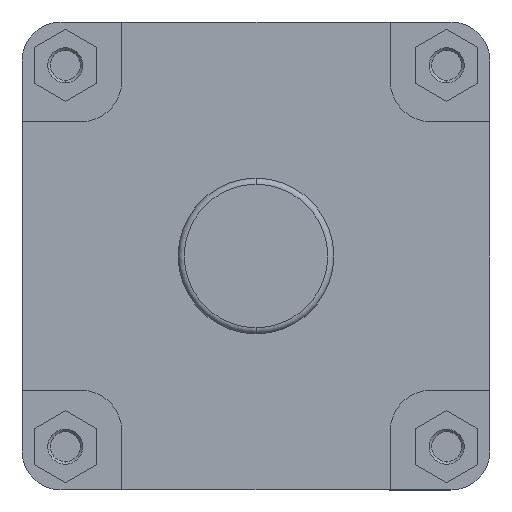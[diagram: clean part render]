
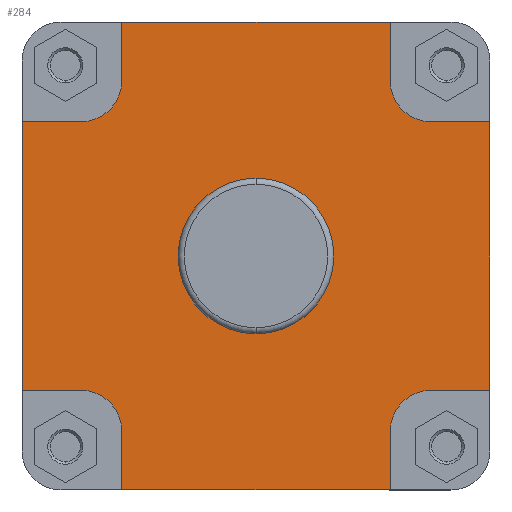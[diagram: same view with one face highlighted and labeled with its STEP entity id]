
A CAD part, left-side view. The second image highlights one B-rep face of the part: STEP entity #284.
In plain terms, the highlighted planar face has unit normal (-1, 0, 0).
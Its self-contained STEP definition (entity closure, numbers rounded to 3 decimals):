
#284 = ADVANCED_FACE ( 'NONE', ( #1010, #1008 ), #3322, .F. ) ;
#550 = ORIENTED_EDGE ( 'NONE', *, *, #2236, .F. ) ;
#556 = ORIENTED_EDGE ( 'NONE', *, *, #2220, .T. ) ;
#566 = ORIENTED_EDGE ( 'NONE', *, *, #2184, .F. ) ;
#571 = ORIENTED_EDGE ( 'NONE', *, *, #2279, .F. ) ;
#575 = ORIENTED_EDGE ( 'NONE', *, *, #2171, .F. ) ;
#576 = ORIENTED_EDGE ( 'NONE', *, *, #2218, .F. ) ;
#577 = ORIENTED_EDGE ( 'NONE', *, *, #2219, .F. ) ;
#579 = ORIENTED_EDGE ( 'NONE', *, *, #2359, .F. ) ;
#580 = ORIENTED_EDGE ( 'NONE', *, *, #2681, .F. ) ;
#581 = ORIENTED_EDGE ( 'NONE', *, *, #2697, .F. ) ;
#582 = ORIENTED_EDGE ( 'NONE', *, *, #2693, .F. ) ;
#584 = ORIENTED_EDGE ( 'NONE', *, *, #2706, .F. ) ;
#585 = ORIENTED_EDGE ( 'NONE', *, *, #2501, .T. ) ;
#586 = ORIENTED_EDGE ( 'NONE', *, *, #2707, .F. ) ;
#587 = ORIENTED_EDGE ( 'NONE', *, *, #2705, .F. ) ;
#589 = ORIENTED_EDGE ( 'NONE', *, *, #2703, .F. ) ;
#592 = ORIENTED_EDGE ( 'NONE', *, *, #2217, .F. ) ;
#593 = ORIENTED_EDGE ( 'NONE', *, *, #2704, .F. ) ;
#1008 = FACE_OUTER_BOUND ( 'NONE', #7011, .T. ) ;
#1010 = FACE_BOUND ( 'NONE', #6989, .T. ) ;
#1128 = LINE ( 'NONE', #3879, #1133 ) ;
#1133 = VECTOR ( 'NONE', #3882, 1000. ) ;
#1152 = CIRCLE ( 'NONE', #4325, 44.9 ) ;
#1205 = VECTOR ( 'NONE', #3993, 1000. ) ;
#1209 = LINE ( 'NONE', #3987, #1210 ) ;
#1210 = VECTOR ( 'NONE', #3988, 1000. ) ;
#1212 = LINE ( 'NONE', #3992, #1215 ) ;
#1213 = LINE ( 'NONE', #3986, #1205 ) ;
#1214 = CIRCLE ( 'NONE', #4327, 23.5 ) ;
#1215 = VECTOR ( 'NONE', #3995, 1000. ) ;
#1244 = CIRCLE ( 'NONE', #4335, 44.9 ) ;
#1310 = CIRCLE ( 'NONE', #4349, 23.5 ) ;
#1683 = VERTEX_POINT ( 'NONE', #3538 ) ;
#1684 = VERTEX_POINT ( 'NONE', #3539 ) ;
#1703 = VERTEX_POINT ( 'NONE', #3558 ) ;
#1704 = VERTEX_POINT ( 'NONE', #3559 ) ;
#1711 = VERTEX_POINT ( 'NONE', #3566 ) ;
#1721 = VERTEX_POINT ( 'NONE', #3576 ) ;
#1725 = VERTEX_POINT ( 'NONE', #3580 ) ;
#1726 = VERTEX_POINT ( 'NONE', #3581 ) ;
#1731 = VERTEX_POINT ( 'NONE', #3586 ) ;
#1771 = VERTEX_POINT ( 'NONE', #3610 ) ;
#1880 = VERTEX_POINT ( 'NONE', #3654 ) ;
#1885 = VERTEX_POINT ( 'NONE', #3659 ) ;
#1888 = VERTEX_POINT ( 'NONE', #3662 ) ;
#1889 = VERTEX_POINT ( 'NONE', #3663 ) ;
#1890 = VERTEX_POINT ( 'NONE', #3664 ) ;
#1910 = VERTEX_POINT ( 'NONE', #3684 ) ;
#1911 = VERTEX_POINT ( 'NONE', #3685 ) ;
#1912 = VERTEX_POINT ( 'NONE', #3686 ) ;
#2171 = EDGE_CURVE ( 'NONE', #1711, #1726, #1128, .T. ) ;
#2184 = EDGE_CURVE ( 'NONE', #1771, #1731, #1152, .T. ) ;
#2217 = EDGE_CURVE ( 'NONE', #1704, #1888, #1209, .T. ) ;
#2218 = EDGE_CURVE ( 'NONE', #1885, #1704, #1214, .T. ) ;
#2219 = EDGE_CURVE ( 'NONE', #1880, #1885, #1213, .T. ) ;
#2220 = EDGE_CURVE ( 'NONE', #1890, #1888, #1212, .T. ) ;
#2236 = EDGE_CURVE ( 'NONE', #1731, #1771, #1244, .T. ) ;
#2279 = EDGE_CURVE ( 'NONE', #1726, #1725, #1310, .T. ) ;
#2359 = EDGE_CURVE ( 'NONE', #1725, #1721, #5251, .T. ) ;
#2501 = EDGE_CURVE ( 'NONE', #1880, #1721, #5477, .T. ) ;
#2681 = EDGE_CURVE ( 'NONE', #1890, #1684, #5775, .T. ) ;
#2693 = EDGE_CURVE ( 'NONE', #1683, #1703, #5802, .T. ) ;
#2697 = EDGE_CURVE ( 'NONE', #1684, #1683, #5813, .T. ) ;
#2703 = EDGE_CURVE ( 'NONE', #1912, #1889, #5821, .T. ) ;
#2704 = EDGE_CURVE ( 'NONE', #1889, #1711, #5823, .T. ) ;
#2705 = EDGE_CURVE ( 'NONE', #1910, #1912, #5825, .T. ) ;
#2706 = EDGE_CURVE ( 'NONE', #1703, #1911, #5810, .T. ) ;
#2707 = EDGE_CURVE ( 'NONE', #1911, #1910, #5826, .T. ) ;
#2939 = AXIS2_PLACEMENT_3D ( 'NONE', #3313, #3323, #3324 ) ;
#3313 = CARTESIAN_POINT ( 'NONE',  ( 67., 44.9, 0. ) ) ;
#3322 = PLANE ( 'NONE',  #2939 ) ;
#3323 = DIRECTION ( 'NONE',  ( 1., 0., 0. ) ) ;
#3324 = DIRECTION ( 'NONE',  ( 0., 0., -1. ) ) ;
#3538 = CARTESIAN_POINT ( 'NONE',  ( 67., 101., -77.5 ) ) ;
#3539 = CARTESIAN_POINT ( 'NONE',  ( 67., 77.5, -101. ) ) ;
#3558 = CARTESIAN_POINT ( 'NONE',  ( 67., 135., -77.5 ) ) ;
#3559 = CARTESIAN_POINT ( 'NONE',  ( 67., -77.5, -101. ) ) ;
#3566 = CARTESIAN_POINT ( 'NONE',  ( 67., -77.5, 135. ) ) ;
#3576 = CARTESIAN_POINT ( 'NONE',  ( 67., -135., 77.5 ) ) ;
#3580 = CARTESIAN_POINT ( 'NONE',  ( 67., -101., 77.5 ) ) ;
#3581 = CARTESIAN_POINT ( 'NONE',  ( 67., -77.5, 101. ) ) ;
#3586 = CARTESIAN_POINT ( 'NONE',  ( 67., 0., 44.9 ) ) ;
#3610 = CARTESIAN_POINT ( 'NONE',  ( 67., 0., -44.9 ) ) ;
#3654 = CARTESIAN_POINT ( 'NONE',  ( 67., -135., -77.5 ) ) ;
#3659 = CARTESIAN_POINT ( 'NONE',  ( 67., -101., -77.5 ) ) ;
#3662 = CARTESIAN_POINT ( 'NONE',  ( 67., -77.5, -135. ) ) ;
#3663 = CARTESIAN_POINT ( 'NONE',  ( 67., 77.5, 135. ) ) ;
#3664 = CARTESIAN_POINT ( 'NONE',  ( 67., 77.5, -135. ) ) ;
#3684 = CARTESIAN_POINT ( 'NONE',  ( 67., 101., 77.5 ) ) ;
#3685 = CARTESIAN_POINT ( 'NONE',  ( 67., 135., 77.5 ) ) ;
#3686 = CARTESIAN_POINT ( 'NONE',  ( 67., 77.5, 101. ) ) ;
#3879 = CARTESIAN_POINT ( 'NONE',  ( 67., -77.5, 135. ) ) ;
#3882 = DIRECTION ( 'NONE',  ( 0., 0., -1. ) ) ;
#3916 = CARTESIAN_POINT ( 'NONE',  ( 67., 0., 0. ) ) ;
#3917 = DIRECTION ( 'NONE',  ( -1., 0., 0. ) ) ;
#3918 = DIRECTION ( 'NONE',  ( 0., 0., 1. ) ) ;
#3986 = CARTESIAN_POINT ( 'NONE',  ( 67., -135., -77.5 ) ) ;
#3987 = CARTESIAN_POINT ( 'NONE',  ( 67., -77.5, -101. ) ) ;
#3988 = DIRECTION ( 'NONE',  ( 0., 0., -1. ) ) ;
#3989 = CARTESIAN_POINT ( 'NONE',  ( 67., -101., -101. ) ) ;
#3990 = DIRECTION ( 'NONE',  ( -1., 0., 0. ) ) ;
#3991 = DIRECTION ( 'NONE',  ( 0., 0., -1. ) ) ;
#3992 = CARTESIAN_POINT ( 'NONE',  ( 67., -297.141, -135. ) ) ;
#3993 = DIRECTION ( 'NONE',  ( 0., 1., 0. ) ) ;
#3995 = DIRECTION ( 'NONE',  ( 0., -1., 0. ) ) ;
#4028 = CARTESIAN_POINT ( 'NONE',  ( 67., 0., 0. ) ) ;
#4030 = DIRECTION ( 'NONE',  ( -1., 0., 0. ) ) ;
#4031 = DIRECTION ( 'NONE',  ( 0., 0., 1. ) ) ;
#4138 = CARTESIAN_POINT ( 'NONE',  ( 67., -101., 101. ) ) ;
#4139 = DIRECTION ( 'NONE',  ( -1., 0., 0. ) ) ;
#4140 = DIRECTION ( 'NONE',  ( 0., 0., -1. ) ) ;
#4325 = AXIS2_PLACEMENT_3D ( 'NONE', #3916, #3917, #3918 ) ;
#4327 = AXIS2_PLACEMENT_3D ( 'NONE', #3989, #3990, #3991 ) ;
#4335 = AXIS2_PLACEMENT_3D ( 'NONE', #4028, #4030, #4031 ) ;
#4349 = AXIS2_PLACEMENT_3D ( 'NONE', #4138, #4139, #4140 ) ;
#4500 = AXIS2_PLACEMENT_3D ( 'NONE', #6734, #6735, #6736 ) ;
#4501 = AXIS2_PLACEMENT_3D ( 'NONE', #6740, #6753, #6754 ) ;
#5251 = LINE ( 'NONE', #5942, #5252 ) ;
#5252 = VECTOR ( 'NONE', #5943, 1000. ) ;
#5475 = VECTOR ( 'NONE', #6278, 1000. ) ;
#5477 = LINE ( 'NONE', #6277, #5475 ) ;
#5775 = LINE ( 'NONE', #6701, #5778 ) ;
#5778 = VECTOR ( 'NONE', #6702, 1000. ) ;
#5802 = LINE ( 'NONE', #6725, #5803 ) ;
#5803 = VECTOR ( 'NONE', #6726, 1000. ) ;
#5810 = LINE ( 'NONE', #6755, #5811 ) ;
#5811 = VECTOR ( 'NONE', #6756, 1000. ) ;
#5813 = CIRCLE ( 'NONE', #4500, 23.5 ) ;
#5821 = LINE ( 'NONE', #6748, #5822 ) ;
#5822 = VECTOR ( 'NONE', #6749, 1000. ) ;
#5823 = LINE ( 'NONE', #6750, #5824 ) ;
#5824 = VECTOR ( 'NONE', #6751, 1000. ) ;
#5825 = CIRCLE ( 'NONE', #4501, 23.5 ) ;
#5826 = LINE ( 'NONE', #6758, #5827 ) ;
#5827 = VECTOR ( 'NONE', #6759, 1000. ) ;
#5942 = CARTESIAN_POINT ( 'NONE',  ( 67., -101., 77.5 ) ) ;
#5943 = DIRECTION ( 'NONE',  ( 0., -1., 0. ) ) ;
#6277 = CARTESIAN_POINT ( 'NONE',  ( 67., -135., 0. ) ) ;
#6278 = DIRECTION ( 'NONE',  ( 0., 0., 1. ) ) ;
#6701 = CARTESIAN_POINT ( 'NONE',  ( 67., 77.5, -135. ) ) ;
#6702 = DIRECTION ( 'NONE',  ( 0., 0., 1. ) ) ;
#6725 = CARTESIAN_POINT ( 'NONE',  ( 67., 101., -77.5 ) ) ;
#6726 = DIRECTION ( 'NONE',  ( 0., 1., 0. ) ) ;
#6734 = CARTESIAN_POINT ( 'NONE',  ( 67., 101., -101. ) ) ;
#6735 = DIRECTION ( 'NONE',  ( -1., 0., 0. ) ) ;
#6736 = DIRECTION ( 'NONE',  ( 0., 0., -1. ) ) ;
#6740 = CARTESIAN_POINT ( 'NONE',  ( 67., 101., 101. ) ) ;
#6748 = CARTESIAN_POINT ( 'NONE',  ( 67., 77.5, 101. ) ) ;
#6749 = DIRECTION ( 'NONE',  ( 0., 0., 1. ) ) ;
#6750 = CARTESIAN_POINT ( 'NONE',  ( 67., -297.141, 135. ) ) ;
#6751 = DIRECTION ( 'NONE',  ( 0., -1., 0. ) ) ;
#6753 = DIRECTION ( 'NONE',  ( -1., 0., 0. ) ) ;
#6754 = DIRECTION ( 'NONE',  ( 0., 0., -1. ) ) ;
#6755 = CARTESIAN_POINT ( 'NONE',  ( 67., 135., 0. ) ) ;
#6756 = DIRECTION ( 'NONE',  ( 0., 0., 1. ) ) ;
#6758 = CARTESIAN_POINT ( 'NONE',  ( 67., 135., 77.5 ) ) ;
#6759 = DIRECTION ( 'NONE',  ( 0., -1., 0. ) ) ;
#6989 = EDGE_LOOP ( 'NONE', ( #550, #566 ) ) ;
#7011 = EDGE_LOOP ( 'NONE', ( #556, #592, #576, #577, #585, #579, #571, #575, #593, #589, #587, #586, #584, #582, #581, #580 ) ) ;
